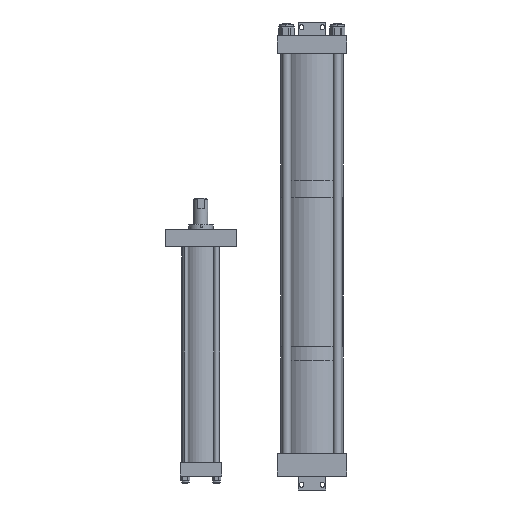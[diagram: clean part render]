
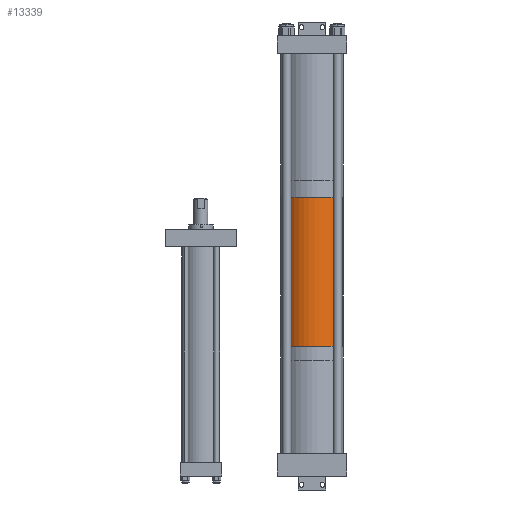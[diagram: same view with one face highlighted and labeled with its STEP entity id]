
A CAD part, front view. The second image highlights one B-rep face of the part: STEP entity #13339.
In plain terms, the highlighted cylindrical face has radius 57.15 mm (diameter 114.3 mm), a partial arc.
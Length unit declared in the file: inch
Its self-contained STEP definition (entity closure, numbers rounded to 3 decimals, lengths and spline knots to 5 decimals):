
#484 = LINE ( 'NONE', #10720, #7321 ) ;
#527 = EDGE_CURVE ( 'NONE', #1119, #7431, #11253, .T. ) ;
#586 = DIRECTION ( 'NONE',  ( 1., 0., 0. ) ) ;
#788 = DIRECTION ( 'NONE',  ( 0., 0., -1. ) ) ;
#1119 = VERTEX_POINT ( 'NONE', #6771 ) ;
#1275 = DIRECTION ( 'NONE',  ( 0., 0., 1. ) ) ;
#1549 = CARTESIAN_POINT ( 'NONE',  ( 2.25, 0., 10.718 ) ) ;
#1659 = VERTEX_POINT ( 'NONE', #3102 ) ;
#1859 = ORIENTED_EDGE ( 'NONE', *, *, #3140, .F. ) ;
#2520 = DIRECTION ( 'NONE',  ( 1., 0., 0. ) ) ;
#2525 = DIRECTION ( 'NONE',  ( -1., 0., 0. ) ) ;
#2969 = VERTEX_POINT ( 'NONE', #1549 ) ;
#3102 = CARTESIAN_POINT ( 'NONE',  ( -2.25, 0., 10.718 ) ) ;
#3140 = EDGE_CURVE ( 'NONE', #1659, #2969, #8215, .T. ) ;
#3958 = AXIS2_PLACEMENT_3D ( 'NONE', #11174, #9012, #2525 ) ;
#4124 = ORIENTED_EDGE ( 'NONE', *, *, #9360, .F. ) ;
#4355 = CYLINDRICAL_SURFACE ( 'NONE', #3958, 2.25 ) ;
#5215 = AXIS2_PLACEMENT_3D ( 'NONE', #14040, #7292, #586 ) ;
#5784 = ORIENTED_EDGE ( 'NONE', *, *, #527, .T. ) ;
#6267 = ORIENTED_EDGE ( 'NONE', *, *, #13032, .T. ) ;
#6771 = CARTESIAN_POINT ( 'NONE',  ( -2.25, 0., 0. ) ) ;
#7292 = DIRECTION ( 'NONE',  ( 0., 0., 1. ) ) ;
#7321 = VECTOR ( 'NONE', #9596, 39.37008 ) ;
#7431 = VERTEX_POINT ( 'NONE', #13988 ) ;
#7491 = CARTESIAN_POINT ( 'NONE',  ( -2.25, 0., 10.718 ) ) ;
#8047 = VECTOR ( 'NONE', #788, 39.37008 ) ;
#8215 = CIRCLE ( 'NONE', #5215, 2.25 ) ;
#8573 = EDGE_LOOP ( 'NONE', ( #4124, #1859, #6267, #5784 ) ) ;
#8785 = AXIS2_PLACEMENT_3D ( 'NONE', #9210, #1275, #2520 ) ;
#9012 = DIRECTION ( 'NONE',  ( 0., 0., -1. ) ) ;
#9210 = CARTESIAN_POINT ( 'NONE',  ( 0., 0., 0. ) ) ;
#9360 = EDGE_CURVE ( 'NONE', #2969, #7431, #484, .T. ) ;
#9596 = DIRECTION ( 'NONE',  ( 0., 0., -1. ) ) ;
#10720 = CARTESIAN_POINT ( 'NONE',  ( 2.25, 0., 10.718 ) ) ;
#11026 = LINE ( 'NONE', #7491, #8047 ) ;
#11174 = CARTESIAN_POINT ( 'NONE',  ( 0., 0., 10.718 ) ) ;
#11253 = CIRCLE ( 'NONE', #8785, 2.25 ) ;
#13032 = EDGE_CURVE ( 'NONE', #1659, #1119, #11026, .T. ) ;
#13339 = ADVANCED_FACE ( 'NONE', ( #13841 ), #4355, .T. ) ;
#13841 = FACE_OUTER_BOUND ( 'NONE', #8573, .T. ) ;
#13988 = CARTESIAN_POINT ( 'NONE',  ( 2.25, 0., 0. ) ) ;
#14040 = CARTESIAN_POINT ( 'NONE',  ( 0., 0., 10.718 ) ) ;
